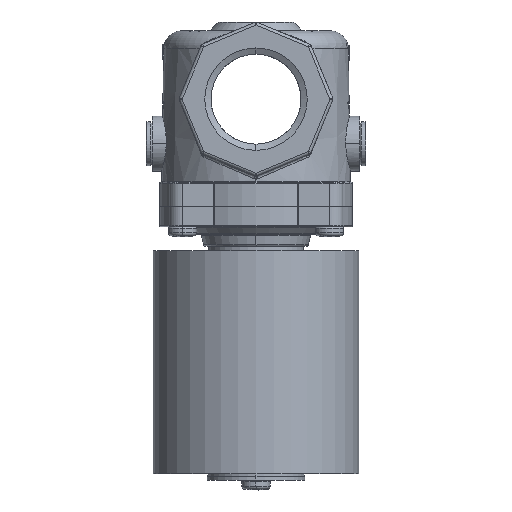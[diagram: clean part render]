
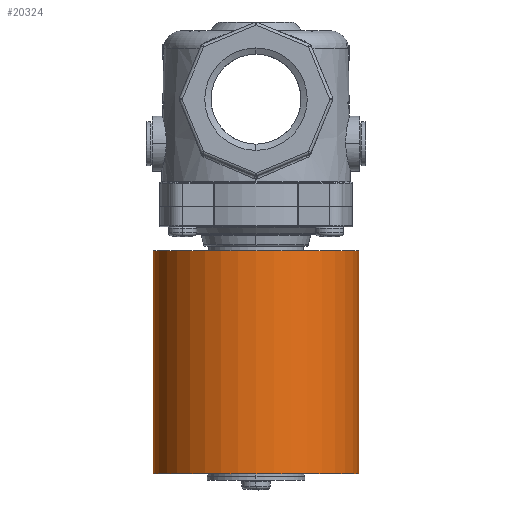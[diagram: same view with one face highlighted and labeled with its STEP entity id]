
A CAD part, left-side view. The second image highlights one B-rep face of the part: STEP entity #20324.
In plain terms, the highlighted cylindrical face has radius 34.65 mm (diameter 69.3 mm), a partial arc.
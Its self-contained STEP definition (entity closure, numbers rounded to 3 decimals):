
#20082=CARTESIAN_POINT('',(0.,-37.5,0.));
#20083=DIRECTION('',(0.,1.,0.));
#20084=DIRECTION('',(1.,0.,0.));
#20085=AXIS2_PLACEMENT_3D('',#20082,#20083,#20084);
#20102=DIRECTION('',(0.,1.,0.));
#20103=VECTOR('',#20102,75.);
#20104=CARTESIAN_POINT('',(34.65,-37.5,0.));
#20105=LINE('',#20104,#20103);
#20119=DIRECTION('',(0.,1.,0.));
#20120=VECTOR('',#20119,75.);
#20121=CARTESIAN_POINT('',(-34.65,-37.5,0.));
#20122=LINE('',#20121,#20120);
#20141=CARTESIAN_POINT('',(0.,37.5,0.));
#20142=DIRECTION('',(0.,1.,0.));
#20143=DIRECTION('',(1.,0.,0.));
#20144=AXIS2_PLACEMENT_3D('',#20141,#20142,#20143);
#20256=CARTESIAN_POINT('',(34.65,-37.5,0.));
#20257=CARTESIAN_POINT('',(-34.65,-37.5,0.));
#20258=VERTEX_POINT('',#20256);
#20259=VERTEX_POINT('',#20257);
#20260=CARTESIAN_POINT('',(34.65,37.5,0.));
#20261=CARTESIAN_POINT('',(-34.65,37.5,0.));
#20262=VERTEX_POINT('',#20260);
#20263=VERTEX_POINT('',#20261);
#20310=CARTESIAN_POINT('',(0.,-37.5,0.));
#20311=DIRECTION('',(0.,1.,0.));
#20312=DIRECTION('',(1.,0.,0.));
#20313=AXIS2_PLACEMENT_3D('',#20310,#20311,#20312);
#20314=CYLINDRICAL_SURFACE('',#20313,34.65);
#20315=ORIENTED_EDGE('',*,*,#20297,.F.);
#20317=ORIENTED_EDGE('',*,*,#20316,.T.);
#20319=ORIENTED_EDGE('',*,*,#20318,.T.);
#20321=ORIENTED_EDGE('',*,*,#20320,.F.);
#20322=EDGE_LOOP('',(#20315,#20317,#20319,#20321));
#20323=FACE_OUTER_BOUND('',#20322,.F.);
#20324=ADVANCED_FACE('',(#20323),#20314,.T.);
#20086=CIRCLE('',#20085,34.65);
#20145=CIRCLE('',#20144,34.65);
#20297=EDGE_CURVE('',#20258,#20259,#20086,.T.);
#20316=EDGE_CURVE('',#20258,#20262,#20105,.T.);
#20318=EDGE_CURVE('',#20262,#20263,#20145,.T.);
#20320=EDGE_CURVE('',#20259,#20263,#20122,.T.);
